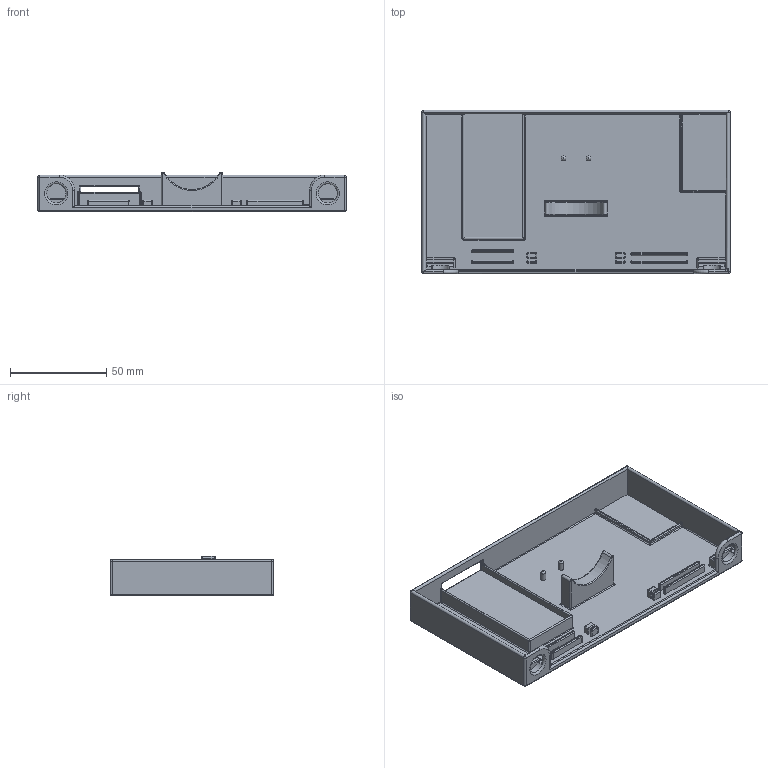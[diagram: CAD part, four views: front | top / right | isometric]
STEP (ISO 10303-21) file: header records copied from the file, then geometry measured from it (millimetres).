
FILE_DESCRIPTION(/* description */ (''),/* implementation_level */ '2;1');
FILE_NAME(/* name */ 'Bench v75.step',/* time_stamp */ '2024-08-19T17:56:26+02:00',/* author */ (''),/* organization */ (''),/* preprocessor_version */ 'ST-DEVELOPER v20',/* originating_system */ 'Autodesk Translation Framework v13.14.0.145',/* authorisation */ '');
FILE_SCHEMA (('AUTOMOTIVE_DESIGN { 1 0 10303 214 3 1 1 }'));
Length unit declared in the file: millimetre
Products named in the file (1): Bench
Bounding box: 160 x 85 x 20.5 mm (x, y, z)
Volume: 52083.3 mm3; surface area: 43839.3 mm2
Topology: 1 solids, 1 shells, 350 faces, 783 edges, 434 vertices
Faces by surface type: cylinder 166, plane 92, sphere 50, bspline 22, torus 20
Full cylindrical faces by diameter (mm): 2.5 x2
Entity records: 9936 total; most frequent: CARTESIAN_POINT 2088, DIRECTION 1777, ORIENTED_EDGE 1548, EDGE_CURVE 774, AXIS2_PLACEMENT_3D 691, VERTEX_POINT 434, LINE 395, VECTOR 395
